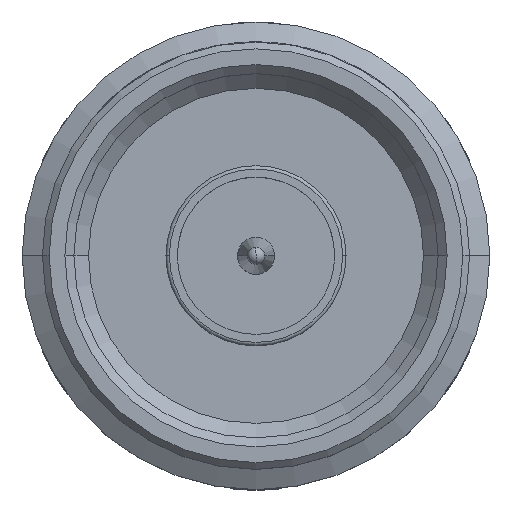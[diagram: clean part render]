
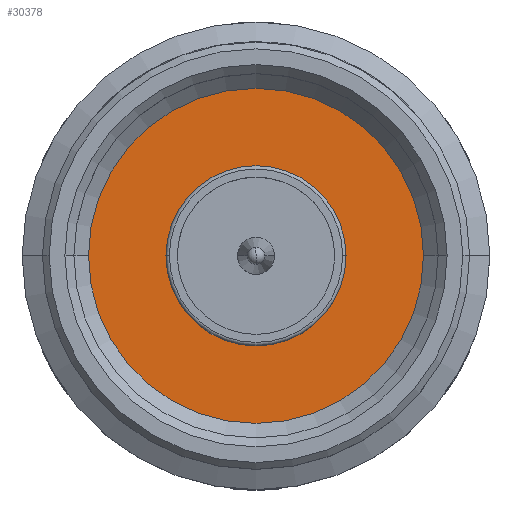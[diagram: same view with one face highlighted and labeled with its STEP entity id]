
A CAD part, top view. The second image highlights one B-rep face of the part: STEP entity #30378.
In plain terms, the highlighted planar face has unit normal (0, 0, 1).
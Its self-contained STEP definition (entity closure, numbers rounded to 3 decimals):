
#422 = AXIS2_PLACEMENT_3D ( 'NONE', #26919, #11253, #29563 ) ;
#685 = FACE_OUTER_BOUND ( 'NONE', #17875, .T. ) ;
#1150 = ORIENTED_EDGE ( 'NONE', *, *, #7928, .T. ) ;
#1844 = EDGE_LOOP ( 'NONE', ( #3068, #10862 ) ) ;
#3068 = ORIENTED_EDGE ( 'NONE', *, *, #14972, .T. ) ;
#5046 = DIRECTION ( 'NONE',  ( 0., 0., 1. ) ) ;
#6153 = EDGE_CURVE ( 'NONE', #29565, #33061, #17731, .T. ) ;
#7616 = FACE_BOUND ( 'NONE', #1844, .T. ) ;
#7928 = EDGE_CURVE ( 'NONE', #21787, #15938, #11497, .T. ) ;
#7935 = EDGE_CURVE ( 'NONE', #15938, #21787, #31547, .T. ) ;
#8506 = PLANE ( 'NONE',  #27301 ) ;
#10331 = CARTESIAN_POINT ( 'NONE',  ( 0., 0., -3.5 ) ) ;
#10862 = ORIENTED_EDGE ( 'NONE', *, *, #6153, .T. ) ;
#11145 = DIRECTION ( 'NONE',  ( -1., 0., 0. ) ) ;
#11241 = CIRCLE ( 'NONE', #422, 4.005 ) ;
#11253 = DIRECTION ( 'NONE',  ( 0., 0., -1. ) ) ;
#11497 = CIRCLE ( 'NONE', #20575, 7.45 ) ;
#12122 = CARTESIAN_POINT ( 'NONE',  ( 4.005, 0., -3.5 ) ) ;
#12971 = DIRECTION ( 'NONE',  ( 1., 0., 0. ) ) ;
#14118 = DIRECTION ( 'NONE',  ( 0., 0., -1. ) ) ;
#14972 = EDGE_CURVE ( 'NONE', #33061, #29565, #11241, .T. ) ;
#15938 = VERTEX_POINT ( 'NONE', #17354 ) ;
#17354 = CARTESIAN_POINT ( 'NONE',  ( -7.45, 0., -3.5 ) ) ;
#17731 = CIRCLE ( 'NONE', #25305, 4.005 ) ;
#17875 = EDGE_LOOP ( 'NONE', ( #1150, #31050 ) ) ;
#20149 = CARTESIAN_POINT ( 'NONE',  ( -4.005, 0., -3.5 ) ) ;
#20575 = AXIS2_PLACEMENT_3D ( 'NONE', #20760, #5046, #23389 ) ;
#20760 = CARTESIAN_POINT ( 'NONE',  ( 0., 0., -3.5 ) ) ;
#21583 = CARTESIAN_POINT ( 'NONE',  ( 0., 0., -3.5 ) ) ;
#21787 = VERTEX_POINT ( 'NONE', #28935 ) ;
#22338 = AXIS2_PLACEMENT_3D ( 'NONE', #10331, #28635, #12971 ) ;
#23389 = DIRECTION ( 'NONE',  ( 1., 0., 0. ) ) ;
#25305 = AXIS2_PLACEMENT_3D ( 'NONE', #29733, #14118, #32361 ) ;
#26816 = DIRECTION ( 'NONE',  ( 0., 0., -1. ) ) ;
#26919 = CARTESIAN_POINT ( 'NONE',  ( 0., 0., -3.5 ) ) ;
#27301 = AXIS2_PLACEMENT_3D ( 'NONE', #21583, #26816, #11145 ) ;
#28635 = DIRECTION ( 'NONE',  ( 0., 0., 1. ) ) ;
#28935 = CARTESIAN_POINT ( 'NONE',  ( 7.45, 0., -3.5 ) ) ;
#29563 = DIRECTION ( 'NONE',  ( -1., 0., 0. ) ) ;
#29565 = VERTEX_POINT ( 'NONE', #20149 ) ;
#29733 = CARTESIAN_POINT ( 'NONE',  ( 0., 0., -3.5 ) ) ;
#30378 = ADVANCED_FACE ( 'NONE', ( #7616, #685 ), #8506, .F. ) ;
#31050 = ORIENTED_EDGE ( 'NONE', *, *, #7935, .T. ) ;
#31547 = CIRCLE ( 'NONE', #22338, 7.45 ) ;
#32361 = DIRECTION ( 'NONE',  ( -1., 0., 0. ) ) ;
#33061 = VERTEX_POINT ( 'NONE', #12122 ) ;
